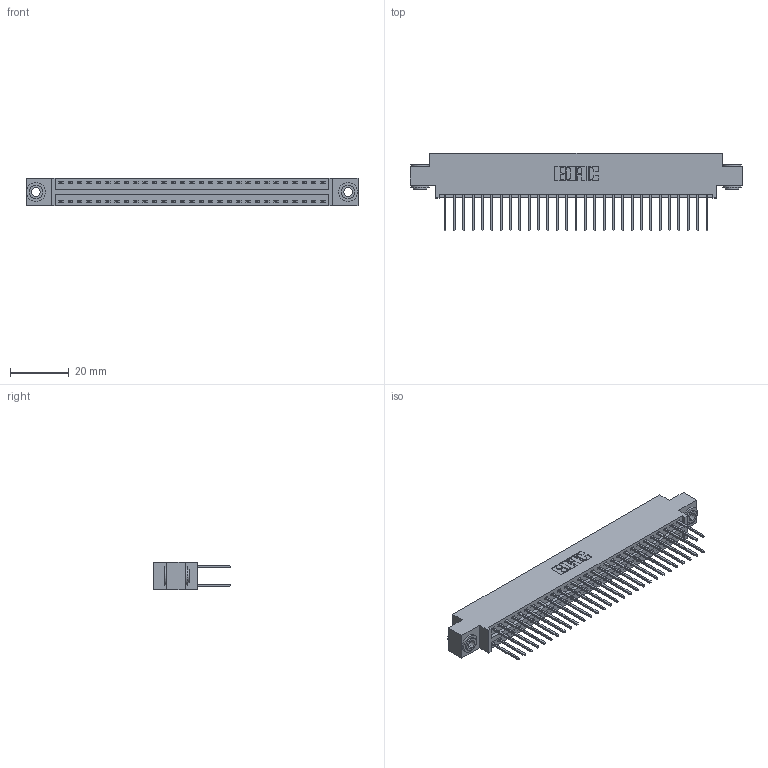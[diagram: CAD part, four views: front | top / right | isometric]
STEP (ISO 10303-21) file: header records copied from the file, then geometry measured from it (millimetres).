
FILE_DESCRIPTION (( 'STEP AP203' ), '1' );
FILE_NAME ('346-058-522-803.STEP', '2018-08-28T03:59:38', ( '' ), ( '' ), 'SwSTEP 2.0', 'SolidWorks 2016', '' );
FILE_SCHEMA (( 'CONFIG_CONTROL_DESIGN' ));
Length unit declared in the file: inch
Products named in the file (4): 346 Part_0.170 Offset - 0.156 Dia-TH; 345-292-001_345-293-122; 345-250-002_345-250-002-102; 346-058-522-803
Assembly tree (61 placements, depth 2):
  346-058-522-803
    346 Part_0.170 Offset - 0.156 Dia-TH
    345-292-001_345-293-122  x58
    345-250-002_345-250-002-102  x2
Bounding box: 112.65 x 26.42 x 9.4 mm (x, y, z)
Volume: 10897.1 mm3; surface area: 15857.2 mm2
Topology: 61 solids, 61 shells, 3180 faces, 9407 edges, 6190 vertices
Faces by surface type: plane 2120, cylinder 1052, cone 8
Entity records: 21476 total; most frequent: CARTESIAN_POINT 3535, ORIENTED_EDGE 3462, DIRECTION 3197, EDGE_CURVE 1731, VECTOR 1459, LINE 1459, VERTEX_POINT 1150, AXIS2_PLACEMENT_3D 869
